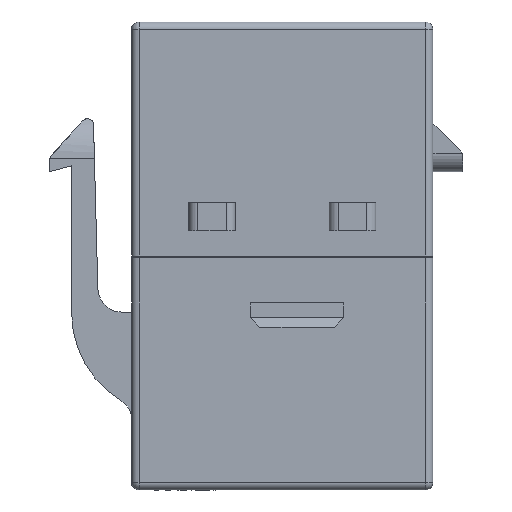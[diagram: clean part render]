
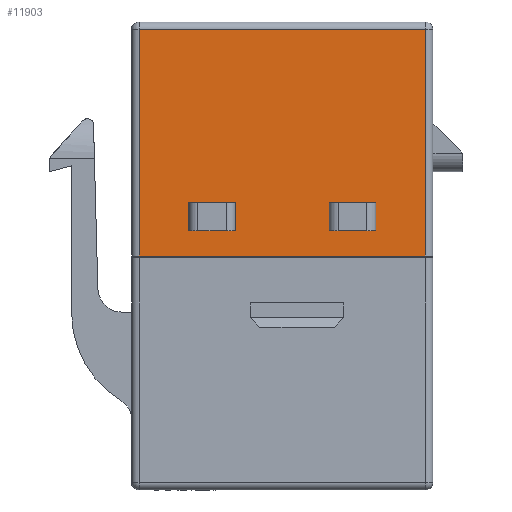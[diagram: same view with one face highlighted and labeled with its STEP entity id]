
A CAD part, left-side view. The second image highlights one B-rep face of the part: STEP entity #11903.
In plain terms, the highlighted planar face has unit normal (-1, 0, 0).
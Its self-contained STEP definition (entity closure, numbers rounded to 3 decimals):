
#177 = DIRECTION ( 'NONE',  ( 0., 0., -1. ) ) ;
#324 = DIRECTION ( 'NONE',  ( 0., 0., 1. ) ) ;
#853 = VECTOR ( 'NONE', #10032, 1000. ) ;
#1005 = EDGE_CURVE ( 'NONE', #2097, #5389, #1545, .T. ) ;
#1265 = ORIENTED_EDGE ( 'NONE', *, *, #17636, .T. ) ;
#1406 = DIRECTION ( 'NONE',  ( 0., 0., 1. ) ) ;
#1441 = PLANE ( 'NONE',  #16686 ) ;
#1459 = DIRECTION ( 'NONE',  ( 0., -1., 0. ) ) ;
#1508 = VECTOR ( 'NONE', #1459, 1000. ) ;
#1516 = LINE ( 'NONE', #17443, #9120 ) ;
#1545 = LINE ( 'NONE', #18331, #8717 ) ;
#1837 = LINE ( 'NONE', #14841, #16601 ) ;
#1842 = EDGE_CURVE ( 'NONE', #17398, #12660, #1948, .T. ) ;
#1948 = LINE ( 'NONE', #5712, #1508 ) ;
#2097 = VERTEX_POINT ( 'NONE', #13709 ) ;
#2888 = DIRECTION ( 'NONE',  ( 1., 0., 0. ) ) ;
#2937 = ORIENTED_EDGE ( 'NONE', *, *, #12070, .T. ) ;
#3106 = VECTOR ( 'NONE', #14954, 1000. ) ;
#3286 = CARTESIAN_POINT ( 'NONE',  ( -7.3, 7.65, 0. ) ) ;
#3424 = LINE ( 'NONE', #15917, #6787 ) ;
#3663 = ORIENTED_EDGE ( 'NONE', *, *, #13249, .T. ) ;
#4173 = CARTESIAN_POINT ( 'NONE',  ( -7.3, 2.5, 1.35 ) ) ;
#4216 = FACE_BOUND ( 'NONE', #7253, .T. ) ;
#4234 = LINE ( 'NONE', #8611, #853 ) ;
#4268 = CARTESIAN_POINT ( 'NONE',  ( -7.3, -8.05, 12.5 ) ) ;
#4488 = DIRECTION ( 'NONE',  ( 0., -1., 0. ) ) ;
#4757 = CARTESIAN_POINT ( 'NONE',  ( -7.3, -2.5, 1.35 ) ) ;
#4769 = ORIENTED_EDGE ( 'NONE', *, *, #11581, .T. ) ;
#4998 = VERTEX_POINT ( 'NONE', #17860 ) ;
#5109 = VERTEX_POINT ( 'NONE', #16612 ) ;
#5338 = ORIENTED_EDGE ( 'NONE', *, *, #5562, .T. ) ;
#5389 = VERTEX_POINT ( 'NONE', #3286 ) ;
#5541 = ORIENTED_EDGE ( 'NONE', *, *, #7815, .F. ) ;
#5562 = EDGE_CURVE ( 'NONE', #17398, #4998, #10873, .T. ) ;
#5621 = CARTESIAN_POINT ( 'NONE',  ( -7.3, -5., 1.35 ) ) ;
#5644 = LINE ( 'NONE', #18478, #13274 ) ;
#5712 = CARTESIAN_POINT ( 'NONE',  ( -7.3, 5., 1.35 ) ) ;
#5778 = CARTESIAN_POINT ( 'NONE',  ( -7.3, 2.5, 1.35 ) ) ;
#5995 = VERTEX_POINT ( 'NONE', #9831 ) ;
#6049 = VERTEX_POINT ( 'NONE', #5621 ) ;
#6708 = CARTESIAN_POINT ( 'NONE',  ( -7.3, 5., 1.35 ) ) ;
#6783 = DIRECTION ( 'NONE',  ( 0., 0., 1. ) ) ;
#6787 = VECTOR ( 'NONE', #4488, 1000. ) ;
#6890 = VERTEX_POINT ( 'NONE', #4757 ) ;
#7122 = FACE_BOUND ( 'NONE', #17198, .T. ) ;
#7253 = EDGE_LOOP ( 'NONE', ( #10250, #5338, #11009, #5541 ) ) ;
#7493 = LINE ( 'NONE', #16245, #14635 ) ;
#7514 = VECTOR ( 'NONE', #10166, 1000. ) ;
#7603 = DIRECTION ( 'NONE',  ( 0., 1., 0. ) ) ;
#7708 = DIRECTION ( 'NONE',  ( 0., -1., 0. ) ) ;
#7815 = EDGE_CURVE ( 'NONE', #12660, #13131, #7951, .T. ) ;
#7951 = LINE ( 'NONE', #5778, #7514 ) ;
#8335 = EDGE_CURVE ( 'NONE', #5389, #5995, #7493, .T. ) ;
#8611 = CARTESIAN_POINT ( 'NONE',  ( -7.3, -5., 1.35 ) ) ;
#8717 = VECTOR ( 'NONE', #177, 1000. ) ;
#8842 = CARTESIAN_POINT ( 'NONE',  ( -7.3, -2.5, 1.35 ) ) ;
#9050 = ORIENTED_EDGE ( 'NONE', *, *, #11438, .F. ) ;
#9120 = VECTOR ( 'NONE', #324, 1000. ) ;
#9298 = EDGE_CURVE ( 'NONE', #4998, #13131, #3424, .T. ) ;
#9308 = LINE ( 'NONE', #8842, #16443 ) ;
#9618 = EDGE_CURVE ( 'NONE', #6049, #5109, #5644, .T. ) ;
#9831 = CARTESIAN_POINT ( 'NONE',  ( -7.3, -7.65, 0. ) ) ;
#9872 = ORIENTED_EDGE ( 'NONE', *, *, #8335, .T. ) ;
#9923 = ORIENTED_EDGE ( 'NONE', *, *, #1005, .T. ) ;
#10032 = DIRECTION ( 'NONE',  ( 0., -1., 0. ) ) ;
#10166 = DIRECTION ( 'NONE',  ( 0., 0., 1. ) ) ;
#10250 = ORIENTED_EDGE ( 'NONE', *, *, #1842, .F. ) ;
#10262 = DIRECTION ( 'NONE',  ( 0., 0., 1. ) ) ;
#10873 = LINE ( 'NONE', #6708, #18027 ) ;
#11009 = ORIENTED_EDGE ( 'NONE', *, *, #9298, .T. ) ;
#11438 = EDGE_CURVE ( 'NONE', #6890, #6049, #4234, .T. ) ;
#11581 = EDGE_CURVE ( 'NONE', #17956, #5109, #11621, .T. ) ;
#11621 = LINE ( 'NONE', #13532, #3106 ) ;
#11903 = ADVANCED_FACE ( 'NONE', ( #14274, #4216, #7122 ), #1441, .F. ) ;
#12070 = EDGE_CURVE ( 'NONE', #5995, #13500, #1516, .T. ) ;
#12660 = VERTEX_POINT ( 'NONE', #4173 ) ;
#12859 = CARTESIAN_POINT ( 'NONE',  ( -7.3, -2.5, 2.85 ) ) ;
#12902 = DIRECTION ( 'NONE',  ( 0., 0., -1. ) ) ;
#13131 = VERTEX_POINT ( 'NONE', #15395 ) ;
#13249 = EDGE_CURVE ( 'NONE', #6890, #17956, #9308, .T. ) ;
#13274 = VECTOR ( 'NONE', #1406, 1000. ) ;
#13500 = VERTEX_POINT ( 'NONE', #15372 ) ;
#13532 = CARTESIAN_POINT ( 'NONE',  ( -7.3, -5., 2.85 ) ) ;
#13709 = CARTESIAN_POINT ( 'NONE',  ( -7.3, 7.65, 12.1 ) ) ;
#14274 = FACE_OUTER_BOUND ( 'NONE', #17953, .T. ) ;
#14589 = ORIENTED_EDGE ( 'NONE', *, *, #9618, .F. ) ;
#14635 = VECTOR ( 'NONE', #7708, 1000. ) ;
#14841 = CARTESIAN_POINT ( 'NONE',  ( -7.3, 8.05, 12.1 ) ) ;
#14954 = DIRECTION ( 'NONE',  ( 0., -1., 0. ) ) ;
#15372 = CARTESIAN_POINT ( 'NONE',  ( -7.3, -7.65, 12.1 ) ) ;
#15395 = CARTESIAN_POINT ( 'NONE',  ( -7.3, 2.5, 2.85 ) ) ;
#15917 = CARTESIAN_POINT ( 'NONE',  ( -7.3, 5., 2.85 ) ) ;
#16245 = CARTESIAN_POINT ( 'NONE',  ( -7.3, -7.65, 0. ) ) ;
#16443 = VECTOR ( 'NONE', #10262, 1000. ) ;
#16601 = VECTOR ( 'NONE', #7603, 1000. ) ;
#16612 = CARTESIAN_POINT ( 'NONE',  ( -7.3, -5., 2.85 ) ) ;
#16686 = AXIS2_PLACEMENT_3D ( 'NONE', #4268, #2888, #12902 ) ;
#16912 = CARTESIAN_POINT ( 'NONE',  ( -7.3, 5., 1.35 ) ) ;
#17198 = EDGE_LOOP ( 'NONE', ( #14589, #9050, #3663, #4769 ) ) ;
#17398 = VERTEX_POINT ( 'NONE', #16912 ) ;
#17443 = CARTESIAN_POINT ( 'NONE',  ( -7.3, -7.65, 12.5 ) ) ;
#17636 = EDGE_CURVE ( 'NONE', #13500, #2097, #1837, .T. ) ;
#17860 = CARTESIAN_POINT ( 'NONE',  ( -7.3, 5., 2.85 ) ) ;
#17953 = EDGE_LOOP ( 'NONE', ( #9923, #9872, #2937, #1265 ) ) ;
#17956 = VERTEX_POINT ( 'NONE', #12859 ) ;
#18027 = VECTOR ( 'NONE', #6783, 1000. ) ;
#18331 = CARTESIAN_POINT ( 'NONE',  ( -7.3, 7.65, 12.5 ) ) ;
#18478 = CARTESIAN_POINT ( 'NONE',  ( -7.3, -5., 1.35 ) ) ;
